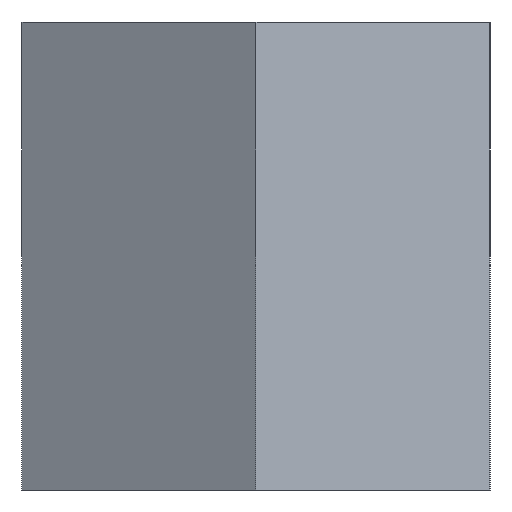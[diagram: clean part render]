
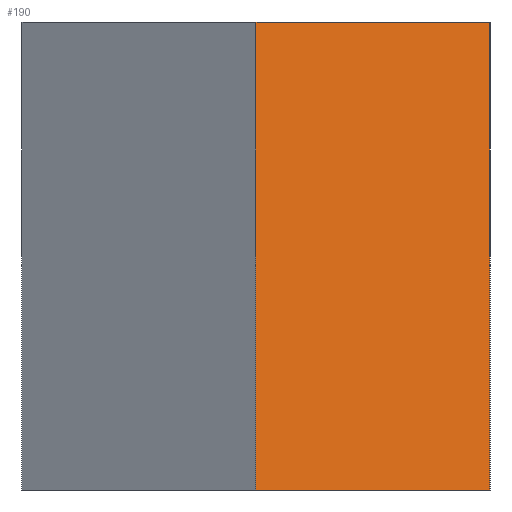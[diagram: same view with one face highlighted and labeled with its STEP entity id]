
A CAD part, left-side view. The second image highlights one B-rep face of the part: STEP entity #190.
In plain terms, the highlighted planar face has unit normal (-0.866, -0.5, 0).
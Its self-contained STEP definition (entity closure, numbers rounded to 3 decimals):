
#22=PLANE('',#218);
#32=FACE_OUTER_BOUND('',#42,.T.);
#42=EDGE_LOOP('',(#155,#156,#157,#158));
#62=LINE('',#306,#82);
#63=LINE('',#309,#83);
#64=LINE('',#311,#84);
#65=LINE('',#312,#85);
#82=VECTOR('',#254,10.);
#83=VECTOR('',#257,10.);
#84=VECTOR('',#258,10.);
#85=VECTOR('',#259,10.);
#105=VERTEX_POINT('',#302);
#106=VERTEX_POINT('',#304);
#107=VERTEX_POINT('',#308);
#108=VERTEX_POINT('',#310);
#126=EDGE_CURVE('',#105,#106,#62,.T.);
#127=EDGE_CURVE('',#107,#105,#63,.T.);
#128=EDGE_CURVE('',#108,#106,#64,.T.);
#129=EDGE_CURVE('',#107,#108,#65,.T.);
#155=ORIENTED_EDGE('',*,*,#127,.T.);
#156=ORIENTED_EDGE('',*,*,#126,.T.);
#157=ORIENTED_EDGE('',*,*,#128,.F.);
#158=ORIENTED_EDGE('',*,*,#129,.F.);
#190=ADVANCED_FACE('',(#32),#22,.T.);
#218=AXIS2_PLACEMENT_3D('',#307,#255,#256);
#254=DIRECTION('',(0.,0.,1.));
#255=DIRECTION('center_axis',(-0.866,-0.5,0.));
#256=DIRECTION('ref_axis',(0.5,-0.866,0.));
#257=DIRECTION('',(0.5,-0.866,0.));
#258=DIRECTION('',(0.5,-0.866,0.));
#259=DIRECTION('',(0.,0.,1.));
#302=CARTESIAN_POINT('',(-5.774,-10.,0.));
#304=CARTESIAN_POINT('',(-5.774,-10.,20.));
#306=CARTESIAN_POINT('',(-5.774,-10.,0.));
#307=CARTESIAN_POINT('Origin',(-11.547,0.,0.));
#308=CARTESIAN_POINT('',(-11.547,0.,0.));
#309=CARTESIAN_POINT('',(-11.547,0.,0.));
#310=CARTESIAN_POINT('',(-11.547,0.,20.));
#311=CARTESIAN_POINT('',(-11.547,0.,20.));
#312=CARTESIAN_POINT('',(-11.547,0.,0.));
